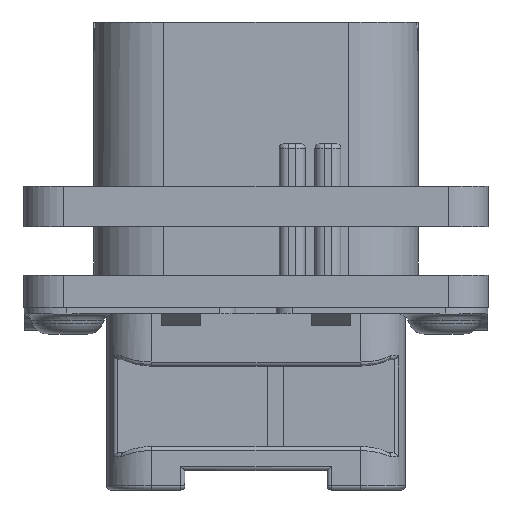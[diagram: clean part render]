
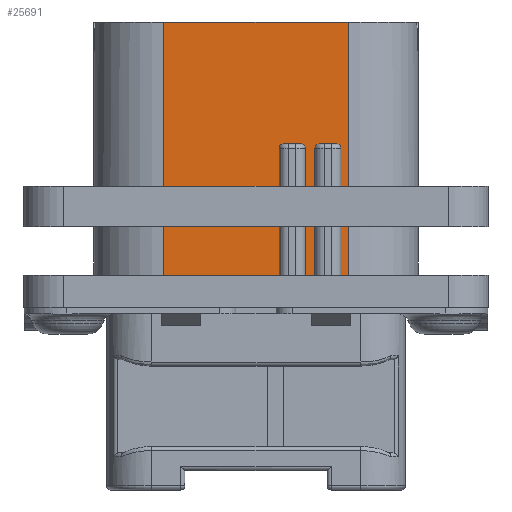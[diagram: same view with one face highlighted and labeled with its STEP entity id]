
A CAD part, front view. The second image highlights one B-rep face of the part: STEP entity #25691.
In plain terms, the highlighted planar face has unit normal (0, -1, 0).
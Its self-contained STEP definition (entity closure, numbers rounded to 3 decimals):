
#1218=DIRECTION('',(1.,0.,0.));
#1219=VECTOR('',#1218,11.4);
#1220=CARTESIAN_POINT('',(-5.7,-9.,17.67));
#1221=LINE('',#1220,#1219);
#1397=DIRECTION('',(0.,0.,1.));
#1398=VECTOR('',#1397,7.87);
#1399=CARTESIAN_POINT('',(3.04,-9.,2.));
#1400=LINE('',#1399,#1398);
#1401=DIRECTION('',(1.,0.,0.));
#1402=VECTOR('',#1401,1.1);
#1403=CARTESIAN_POINT('',(1.69,-9.,10.12));
#1404=LINE('',#1403,#1402);
#1405=DIRECTION('',(0.,0.,1.));
#1406=VECTOR('',#1405,7.87);
#1407=CARTESIAN_POINT('',(1.44,-9.,2.));
#1408=LINE('',#1407,#1406);
#1409=DIRECTION('',(0.,0.,-1.));
#1410=VECTOR('',#1409,15.67);
#1411=CARTESIAN_POINT('',(-5.7,-9.,17.67));
#1412=LINE('',#1411,#1410);
#1413=DIRECTION('',(0.,0.,-1.));
#1414=VECTOR('',#1413,15.67);
#1415=CARTESIAN_POINT('',(5.7,-9.,17.67));
#1416=LINE('',#1415,#1414);
#1417=DIRECTION('',(0.,0.,1.));
#1418=VECTOR('',#1417,7.87);
#1419=CARTESIAN_POINT('',(5.25,-9.,2.));
#1420=LINE('',#1419,#1418);
#1421=DIRECTION('',(1.,0.,0.));
#1422=VECTOR('',#1421,1.1);
#1423=CARTESIAN_POINT('',(3.9,-9.,10.12));
#1424=LINE('',#1423,#1422);
#1425=DIRECTION('',(0.,0.,1.));
#1426=VECTOR('',#1425,7.87);
#1427=CARTESIAN_POINT('',(3.65,-9.,2.));
#1428=LINE('',#1427,#1426);
#1449=DIRECTION('',(1.,0.,0.));
#1450=VECTOR('',#1449,0.61);
#1451=CARTESIAN_POINT('',(3.04,-9.,2.));
#1452=LINE('',#1451,#1450);
#1461=CARTESIAN_POINT('',(3.9,-9.,9.87));
#1462=DIRECTION('',(0.,1.,0.));
#1463=DIRECTION('',(-1.,0.,0.));
#1464=AXIS2_PLACEMENT_3D('',#1461,#1462,#1463);
#1488=CARTESIAN_POINT('',(5.,-9.,9.87));
#1489=DIRECTION('',(0.,1.,0.));
#1490=DIRECTION('',(0.,0.,1.));
#1491=AXIS2_PLACEMENT_3D('',#1488,#1489,#1490);
#1536=DIRECTION('',(1.,0.,0.));
#1537=VECTOR('',#1536,0.45);
#1538=CARTESIAN_POINT('',(5.25,-9.,2.));
#1539=LINE('',#1538,#1537);
#1634=DIRECTION('',(1.,0.,0.));
#1635=VECTOR('',#1634,7.14);
#1636=CARTESIAN_POINT('',(-5.7,-9.,2.));
#1637=LINE('',#1636,#1635);
#1646=CARTESIAN_POINT('',(1.69,-9.,9.87));
#1647=DIRECTION('',(0.,1.,0.));
#1648=DIRECTION('',(-1.,0.,0.));
#1649=AXIS2_PLACEMENT_3D('',#1646,#1647,#1648);
#1673=CARTESIAN_POINT('',(2.79,-9.,9.87));
#1674=DIRECTION('',(0.,1.,0.));
#1675=DIRECTION('',(0.,0.,1.));
#1676=AXIS2_PLACEMENT_3D('',#1673,#1674,#1675);
#20479=CARTESIAN_POINT('',(-5.7,-9.,17.67));
#20480=CARTESIAN_POINT('',(-5.7,-9.,2.));
#20481=VERTEX_POINT('',#20479);
#20482=VERTEX_POINT('',#20480);
#20483=CARTESIAN_POINT('',(5.7,-9.,17.67));
#20484=CARTESIAN_POINT('',(5.7,-9.,2.));
#20485=VERTEX_POINT('',#20483);
#20486=VERTEX_POINT('',#20484);
#22468=CARTESIAN_POINT('',(1.44,-9.,2.));
#22469=VERTEX_POINT('',#22468);
#22470=CARTESIAN_POINT('',(3.04,-9.,2.));
#22471=CARTESIAN_POINT('',(3.65,-9.,2.));
#22472=VERTEX_POINT('',#22470);
#22473=VERTEX_POINT('',#22471);
#22474=CARTESIAN_POINT('',(5.25,-9.,2.));
#22475=VERTEX_POINT('',#22474);
#22516=CARTESIAN_POINT('',(1.44,-9.,9.87));
#22517=VERTEX_POINT('',#22516);
#22518=CARTESIAN_POINT('',(3.04,-9.,9.87));
#22519=VERTEX_POINT('',#22518);
#22520=CARTESIAN_POINT('',(3.65,-9.,9.87));
#22521=VERTEX_POINT('',#22520);
#22522=CARTESIAN_POINT('',(5.25,-9.,9.87));
#22523=VERTEX_POINT('',#22522);
#22572=CARTESIAN_POINT('',(1.69,-9.,10.12));
#22573=VERTEX_POINT('',#22572);
#22574=CARTESIAN_POINT('',(2.79,-9.,10.12));
#22575=VERTEX_POINT('',#22574);
#22576=CARTESIAN_POINT('',(3.9,-9.,10.12));
#22577=VERTEX_POINT('',#22576);
#22578=CARTESIAN_POINT('',(5.,-9.,10.12));
#22579=VERTEX_POINT('',#22578);
#25654=CARTESIAN_POINT('',(-10.05,-9.,2.));
#25655=DIRECTION('',(0.,-1.,0.));
#25656=DIRECTION('',(1.,0.,0.));
#25657=AXIS2_PLACEMENT_3D('',#25654,#25655,#25656);
#25658=PLANE('',#25657);
#25660=ORIENTED_EDGE('',*,*,#25659,.T.);
#25662=ORIENTED_EDGE('',*,*,#25661,.F.);
#25664=ORIENTED_EDGE('',*,*,#25663,.F.);
#25666=ORIENTED_EDGE('',*,*,#25665,.F.);
#25668=ORIENTED_EDGE('',*,*,#25667,.F.);
#25670=ORIENTED_EDGE('',*,*,#25669,.F.);
#25672=ORIENTED_EDGE('',*,*,#25671,.F.);
#25673=ORIENTED_EDGE('',*,*,#25541,.T.);
#25674=ORIENTED_EDGE('',*,*,#25451,.T.);
#25676=ORIENTED_EDGE('',*,*,#25675,.F.);
#25678=ORIENTED_EDGE('',*,*,#25677,.T.);
#25680=ORIENTED_EDGE('',*,*,#25679,.F.);
#25682=ORIENTED_EDGE('',*,*,#25681,.F.);
#25684=ORIENTED_EDGE('',*,*,#25683,.F.);
#25686=ORIENTED_EDGE('',*,*,#25685,.F.);
#25688=ORIENTED_EDGE('',*,*,#25687,.F.);
#25689=EDGE_LOOP('',(#25660,#25662,#25664,#25666,#25668,#25670,#25672,#25673,
#25674,#25676,#25678,#25680,#25682,#25684,#25686,#25688));
#25690=FACE_OUTER_BOUND('',#25689,.F.);
#25691=ADVANCED_FACE('',(#25690),#25658,.T.);
#1465=CIRCLE('',#1464,0.25);
#1492=CIRCLE('',#1491,0.25);
#1650=CIRCLE('',#1649,0.25);
#1677=CIRCLE('',#1676,0.25);
#25451=EDGE_CURVE('',#20485,#20486,#1416,.T.);
#25541=EDGE_CURVE('',#20481,#20485,#1221,.T.);
#25659=EDGE_CURVE('',#22472,#22519,#1400,.T.);
#25661=EDGE_CURVE('',#22575,#22519,#1677,.T.);
#25663=EDGE_CURVE('',#22573,#22575,#1404,.T.);
#25665=EDGE_CURVE('',#22517,#22573,#1650,.T.);
#25667=EDGE_CURVE('',#22469,#22517,#1408,.T.);
#25669=EDGE_CURVE('',#20482,#22469,#1637,.T.);
#25671=EDGE_CURVE('',#20481,#20482,#1412,.T.);
#25675=EDGE_CURVE('',#22475,#20486,#1539,.T.);
#25677=EDGE_CURVE('',#22475,#22523,#1420,.T.);
#25679=EDGE_CURVE('',#22579,#22523,#1492,.T.);
#25681=EDGE_CURVE('',#22577,#22579,#1424,.T.);
#25683=EDGE_CURVE('',#22521,#22577,#1465,.T.);
#25685=EDGE_CURVE('',#22473,#22521,#1428,.T.);
#25687=EDGE_CURVE('',#22472,#22473,#1452,.T.);
